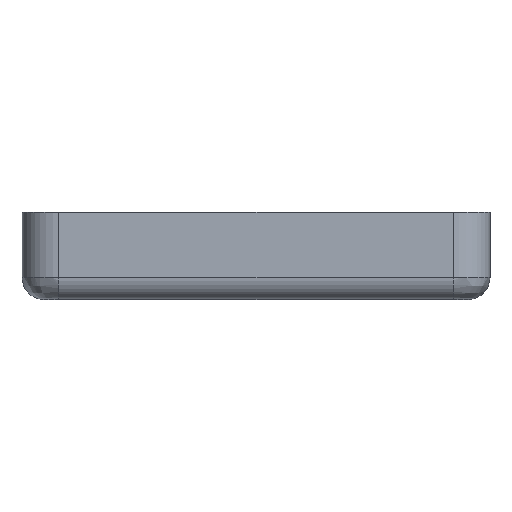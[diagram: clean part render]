
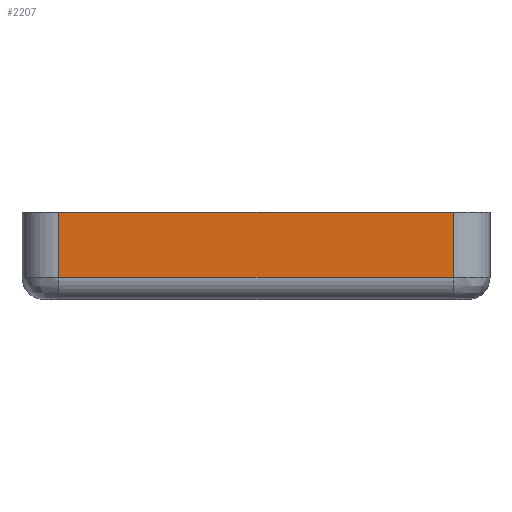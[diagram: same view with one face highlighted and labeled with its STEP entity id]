
A CAD part, left-side view. The second image highlights one B-rep face of the part: STEP entity #2207.
In plain terms, the highlighted planar face has unit normal (-1, 0, 0).
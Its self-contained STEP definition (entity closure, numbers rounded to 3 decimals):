
#383=FACE_OUTER_BOUND('',#518,.T.);
#518=EDGE_LOOP('',(#2010,#2011,#2012,#2013));
#574=LINE('',#3264,#743);
#681=LINE('',#3972,#850);
#687=LINE('',#4021,#856);
#689=LINE('',#4050,#858);
#743=VECTOR('',#2579,10.);
#850=VECTOR('',#3070,10.);
#856=VECTOR('',#3102,10.);
#858=VECTOR('',#3120,10.);
#907=VERTEX_POINT('',#3261);
#908=VERTEX_POINT('',#3263);
#1049=VERTEX_POINT('',#3970);
#1061=VERTEX_POINT('',#4017);
#1125=EDGE_CURVE('',#907,#908,#574,.T.);
#1360=EDGE_CURVE('',#1049,#907,#681,.T.);
#1376=EDGE_CURVE('',#1061,#1049,#687,.T.);
#1383=EDGE_CURVE('',#1061,#908,#689,.T.);
#2010=ORIENTED_EDGE('',*,*,#1360,.F.);
#2011=ORIENTED_EDGE('',*,*,#1376,.F.);
#2012=ORIENTED_EDGE('',*,*,#1383,.T.);
#2013=ORIENTED_EDGE('',*,*,#1125,.F.);
#2081=PLANE('',#2459);
#2207=ADVANCED_FACE('',(#383),#2081,.T.);
#2459=AXIS2_PLACEMENT_3D('',#4049,#3118,#3119);
#2579=DIRECTION('',(0.,-1.,0.));
#3070=DIRECTION('',(0.,0.,1.));
#3102=DIRECTION('',(0.,1.,0.));
#3118=DIRECTION('center_axis',(-1.,0.,0.));
#3119=DIRECTION('ref_axis',(0.,1.,0.));
#3120=DIRECTION('',(0.,0.,1.));
#3261=CARTESIAN_POINT('',(7.828,138.479,6.));
#3263=CARTESIAN_POINT('',(7.828,85.123,6.));
#3264=CARTESIAN_POINT('',(7.828,138.479,6.));
#3970=CARTESIAN_POINT('',(7.828,138.479,-2.81));
#3972=CARTESIAN_POINT('',(7.828,138.479,5.));
#4017=CARTESIAN_POINT('',(7.828,85.123,-2.81));
#4021=CARTESIAN_POINT('',(7.828,95.962,-2.81));
#4049=CARTESIAN_POINT('Origin',(7.828,80.123,0.));
#4050=CARTESIAN_POINT('',(7.828,85.123,5.));
